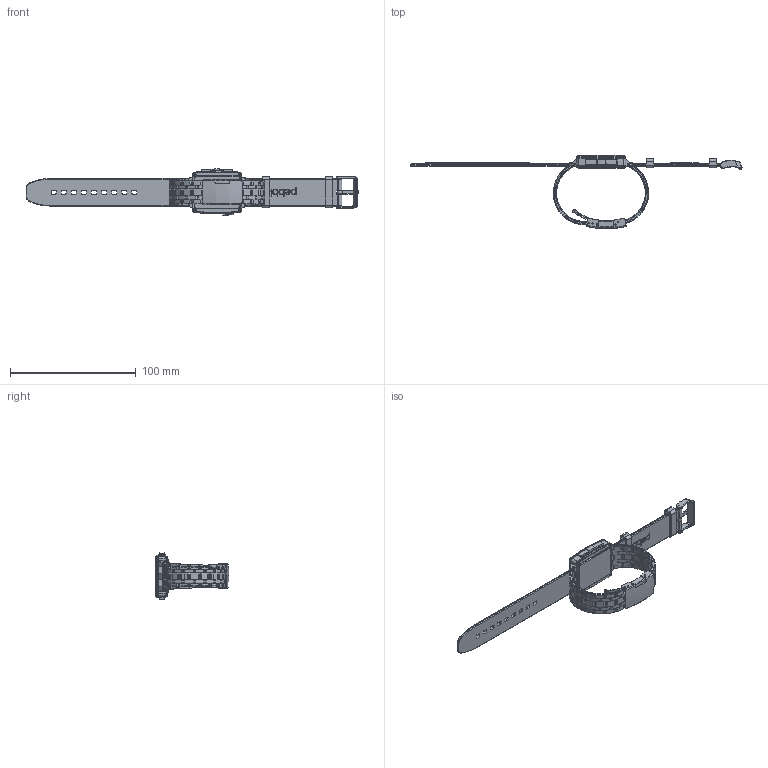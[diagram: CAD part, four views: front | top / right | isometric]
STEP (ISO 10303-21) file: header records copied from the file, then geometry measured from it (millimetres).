
FILE_DESCRIPTION (( 'STEP AP214' ), '1' );
FILE_NAME ('PebbleSteelSolidModelMetalBand.STEP', '2014-01-24T06:18:34', ( '' ), ( '' ), 'SwSTEP 2.0', 'SolidWorks 2013', '' );
FILE_SCHEMA (( 'AUTOMOTIVE_DESIGN' ));
Length unit declared in the file: millimetre
Products named in the file (1): PebbleSteelSolidModelMetalBand
Bounding box: 263.66 x 58.16 x 36.77 mm (x, y, z)
Volume: 31786.9 mm3; surface area: 38279.7 mm2
Topology: 21 solids, 26 shells, 4138 faces, 11672 edges, 7620 vertices
Faces by surface type: cylinder 1463, plane 1363, bspline 744, torus 415, cone 145, sphere 8
Entity records: 183846 total; most frequent: CARTESIAN_POINT 62396, ORIENTED_EDGE 23308, DIRECTION 18326, EDGE_CURVE 11654, VERTEX_POINT 7618, AXIS2_PLACEMENT_3D 6853, EDGE_LOOP 4736, LINE 4620
